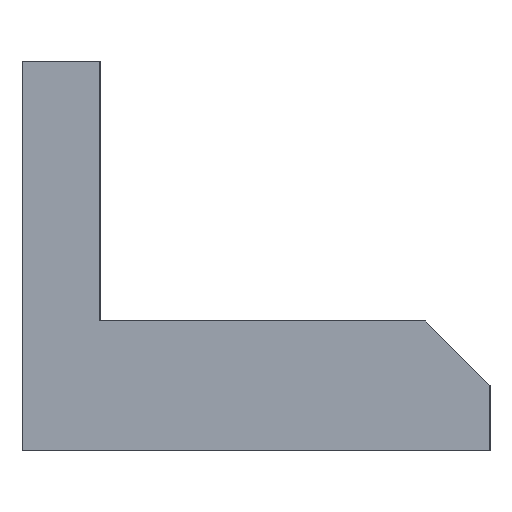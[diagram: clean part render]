
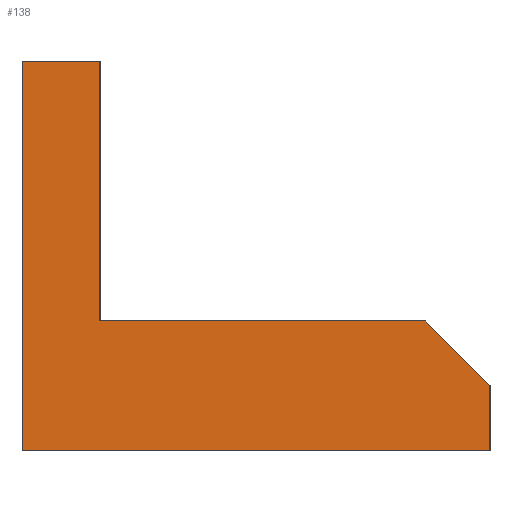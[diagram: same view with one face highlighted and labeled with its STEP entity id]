
A CAD part, front view. The second image highlights one B-rep face of the part: STEP entity #138.
In plain terms, the highlighted planar face has unit normal (0, -1, 0).
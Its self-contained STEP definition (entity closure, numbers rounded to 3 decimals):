
#5 = VERTEX_POINT ( 'NONE', #1052 ) ;
#17 = VECTOR ( 'NONE', #832, 1000. ) ;
#18 = CARTESIAN_POINT ( 'NONE',  ( -72.5, -19.926, 18. ) ) ;
#96 = VECTOR ( 'NONE', #657, 1000. ) ;
#138 = ADVANCED_FACE ( 'NONE', ( #323 ), #814, .T. ) ;
#141 = VECTOR ( 'NONE', #1401, 1000. ) ;
#143 = DIRECTION ( 'NONE',  ( 0., -1., 0. ) ) ;
#191 = VECTOR ( 'NONE', #258, 1000. ) ;
#202 = CARTESIAN_POINT ( 'NONE',  ( -71.25, -19.926, 19.25 ) ) ;
#224 = CARTESIAN_POINT ( 'NONE',  ( -57.5, -19.926, 3. ) ) ;
#258 = DIRECTION ( 'NONE',  ( 0., 0., -1. ) ) ;
#281 = VERTEX_POINT ( 'NONE', #224 ) ;
#297 = EDGE_CURVE ( 'NONE', #281, #858, #1583, .T. ) ;
#313 = CARTESIAN_POINT ( 'NONE',  ( -72.5, -19.926, 3. ) ) ;
#323 = FACE_OUTER_BOUND ( 'NONE', #339, .T. ) ;
#333 = VECTOR ( 'NONE', #475, 1000. ) ;
#334 = CARTESIAN_POINT ( 'NONE',  ( -72.5, -19.926, 18. ) ) ;
#339 = EDGE_LOOP ( 'NONE', ( #1332, #926, #900, #1657, #615, #1149, #1186 ) ) ;
#418 = EDGE_CURVE ( 'NONE', #5, #858, #1229, .T. ) ;
#475 = DIRECTION ( 'NONE',  ( -1., 0., 0. ) ) ;
#481 = LINE ( 'NONE', #1085, #691 ) ;
#489 = CARTESIAN_POINT ( 'NONE',  ( -75.5, -19.926, 18. ) ) ;
#525 = VERTEX_POINT ( 'NONE', #1194 ) ;
#559 = CARTESIAN_POINT ( 'NONE',  ( -60., -19.926, 8. ) ) ;
#615 = ORIENTED_EDGE ( 'NONE', *, *, #1316, .T. ) ;
#657 = DIRECTION ( 'NONE',  ( -1., 0., 0. ) ) ;
#689 = DIRECTION ( 'NONE',  ( 0., 0., -1. ) ) ;
#691 = VECTOR ( 'NONE', #1220, 1000. ) ;
#727 = CARTESIAN_POINT ( 'NONE',  ( -75.5, -19.926, 3. ) ) ;
#814 = PLANE ( 'NONE',  #1069 ) ;
#832 = DIRECTION ( 'NONE',  ( -1., 0., 0. ) ) ;
#858 = VERTEX_POINT ( 'NONE', #727 ) ;
#886 = DIRECTION ( 'NONE',  ( 0., 0., -1. ) ) ;
#894 = VECTOR ( 'NONE', #886, 1000. ) ;
#900 = ORIENTED_EDGE ( 'NONE', *, *, #1612, .T. ) ;
#926 = ORIENTED_EDGE ( 'NONE', *, *, #1277, .T. ) ;
#977 = VERTEX_POINT ( 'NONE', #1474 ) ;
#990 = EDGE_CURVE ( 'NONE', #525, #977, #1605, .T. ) ;
#1042 = VERTEX_POINT ( 'NONE', #1471 ) ;
#1052 = CARTESIAN_POINT ( 'NONE',  ( -75.5, -19.926, 18. ) ) ;
#1069 = AXIS2_PLACEMENT_3D ( 'NONE', #18, #143, #689 ) ;
#1085 = CARTESIAN_POINT ( 'NONE',  ( -57.5, -19.926, 3. ) ) ;
#1094 = EDGE_CURVE ( 'NONE', #281, #1042, #481, .T. ) ;
#1107 = VERTEX_POINT ( 'NONE', #559 ) ;
#1118 = LINE ( 'NONE', #334, #333 ) ;
#1149 = ORIENTED_EDGE ( 'NONE', *, *, #418, .T. ) ;
#1153 = LINE ( 'NONE', #1210, #96 ) ;
#1186 = ORIENTED_EDGE ( 'NONE', *, *, #297, .F. ) ;
#1194 = CARTESIAN_POINT ( 'NONE',  ( -72.5, -19.926, 18. ) ) ;
#1210 = CARTESIAN_POINT ( 'NONE',  ( -57.5, -19.926, 8. ) ) ;
#1220 = DIRECTION ( 'NONE',  ( 0., 0., 1. ) ) ;
#1229 = LINE ( 'NONE', #489, #894 ) ;
#1277 = EDGE_CURVE ( 'NONE', #1042, #1107, #1397, .T. ) ;
#1316 = EDGE_CURVE ( 'NONE', #525, #5, #1118, .T. ) ;
#1332 = ORIENTED_EDGE ( 'NONE', *, *, #1094, .T. ) ;
#1334 = CARTESIAN_POINT ( 'NONE',  ( -72.5, -19.926, 18. ) ) ;
#1397 = LINE ( 'NONE', #202, #141 ) ;
#1401 = DIRECTION ( 'NONE',  ( -0.707, 0., 0.707 ) ) ;
#1471 = CARTESIAN_POINT ( 'NONE',  ( -57.5, -19.926, 5.5 ) ) ;
#1474 = CARTESIAN_POINT ( 'NONE',  ( -72.5, -19.926, 8. ) ) ;
#1583 = LINE ( 'NONE', #313, #17 ) ;
#1605 = LINE ( 'NONE', #1334, #191 ) ;
#1612 = EDGE_CURVE ( 'NONE', #1107, #977, #1153, .T. ) ;
#1657 = ORIENTED_EDGE ( 'NONE', *, *, #990, .F. ) ;
